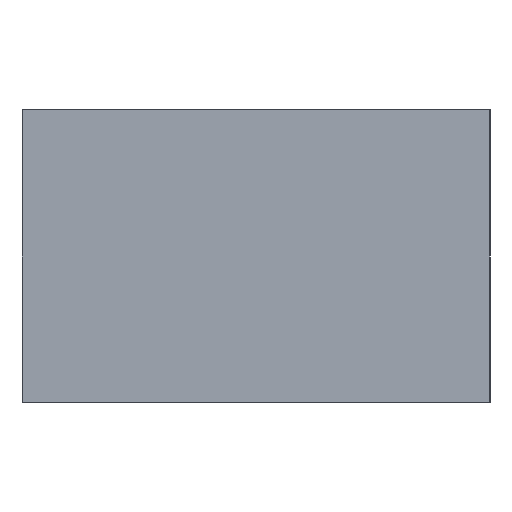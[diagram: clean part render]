
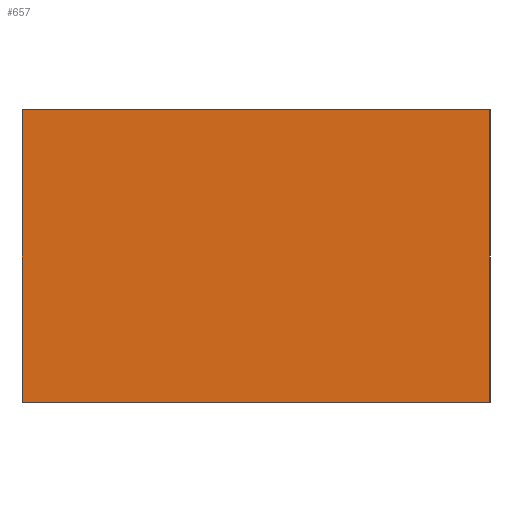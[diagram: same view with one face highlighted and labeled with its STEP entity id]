
A CAD part, left-side view. The second image highlights one B-rep face of the part: STEP entity #657.
In plain terms, the highlighted planar face has unit normal (-1, 0, 0).
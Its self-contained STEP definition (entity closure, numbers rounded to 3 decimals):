
#15 = CARTESIAN_POINT ( 'NONE',  ( -0.8, 0.406, 0.508 ) ) ;
#86 = CARTESIAN_POINT ( 'NONE',  ( -0.8, 0.406, 0.508 ) ) ;
#142 = VERTEX_POINT ( 'NONE', #583 ) ;
#155 = CARTESIAN_POINT ( 'NONE',  ( -0.8, 0.406, 0. ) ) ;
#179 = EDGE_CURVE ( 'NONE', #142, #324, #1082, .T. ) ;
#207 = DIRECTION ( 'NONE',  ( 0., 0., -1. ) ) ;
#287 = CARTESIAN_POINT ( 'NONE',  ( -0.8, 0.406, 0.508 ) ) ;
#319 = CARTESIAN_POINT ( 'NONE',  ( -0.8, 0.406, 0.508 ) ) ;
#324 = VERTEX_POINT ( 'NONE', #1450 ) ;
#414 = VECTOR ( 'NONE', #809, 1000. ) ;
#415 = EDGE_CURVE ( 'NONE', #1637, #1484, #1696, .T. ) ;
#436 = ORIENTED_EDGE ( 'NONE', *, *, #1709, .T. ) ;
#455 = DIRECTION ( 'NONE',  ( 0., -1., 0. ) ) ;
#583 = CARTESIAN_POINT ( 'NONE',  ( -0.8, 0.406, 0. ) ) ;
#593 = ORIENTED_EDGE ( 'NONE', *, *, #179, .T. ) ;
#657 = ADVANCED_FACE ( 'NONE', ( #1111 ), #1274, .F. ) ;
#785 = EDGE_LOOP ( 'NONE', ( #436, #1064, #1354, #593 ) ) ;
#809 = DIRECTION ( 'NONE',  ( 0., 0., 1. ) ) ;
#927 = EDGE_CURVE ( 'NONE', #142, #1637, #1249, .T. ) ;
#959 = VECTOR ( 'NONE', #455, 1000. ) ;
#996 = DIRECTION ( 'NONE',  ( 1., 0., 0. ) ) ;
#1064 = ORIENTED_EDGE ( 'NONE', *, *, #415, .F. ) ;
#1082 = LINE ( 'NONE', #155, #1124 ) ;
#1111 = FACE_OUTER_BOUND ( 'NONE', #785, .T. ) ;
#1124 = VECTOR ( 'NONE', #1351, 1000. ) ;
#1164 = LINE ( 'NONE', #1491, #414 ) ;
#1220 = DIRECTION ( 'NONE',  ( 0., 0., 1. ) ) ;
#1249 = LINE ( 'NONE', #287, #1289 ) ;
#1274 = PLANE ( 'NONE',  #1347 ) ;
#1289 = VECTOR ( 'NONE', #1220, 1000. ) ;
#1347 = AXIS2_PLACEMENT_3D ( 'NONE', #86, #996, #207 ) ;
#1351 = DIRECTION ( 'NONE',  ( 0., -1., 0. ) ) ;
#1354 = ORIENTED_EDGE ( 'NONE', *, *, #927, .F. ) ;
#1398 = CARTESIAN_POINT ( 'NONE',  ( -0.8, -0.406, 0.508 ) ) ;
#1450 = CARTESIAN_POINT ( 'NONE',  ( -0.8, -0.406, 0. ) ) ;
#1484 = VERTEX_POINT ( 'NONE', #1398 ) ;
#1491 = CARTESIAN_POINT ( 'NONE',  ( -0.8, -0.406, 0.508 ) ) ;
#1637 = VERTEX_POINT ( 'NONE', #15 ) ;
#1696 = LINE ( 'NONE', #319, #959 ) ;
#1709 = EDGE_CURVE ( 'NONE', #324, #1484, #1164, .T. ) ;
